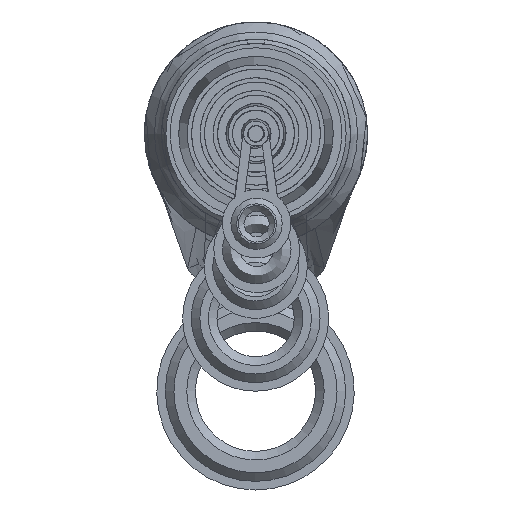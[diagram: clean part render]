
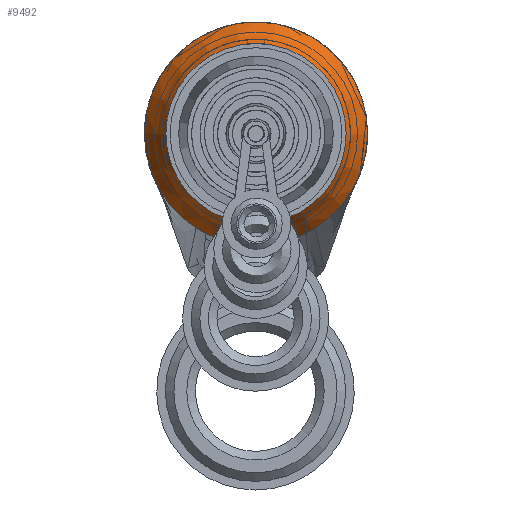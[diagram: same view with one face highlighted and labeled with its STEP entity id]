
A CAD part, front view. The second image highlights one B-rep face of the part: STEP entity #9492.
In plain terms, the highlighted conical face has half-angle 30.964 degrees and reference radius 13 mm.
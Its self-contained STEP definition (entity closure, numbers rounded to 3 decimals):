
#113=CONICAL_SURFACE('',#10574,13.,0.54);
#312=FACE_BOUND('',#3224,.T.);
#533=CIRCLE('',#10571,10.146);
#535=CIRCLE('',#10575,13.);
#2576=FACE_OUTER_BOUND('',#3223,.T.);
#3223=EDGE_LOOP('',(#6750));
#3224=EDGE_LOOP('',(#6751));
#4218=VERTEX_POINT('',#14980);
#4220=VERTEX_POINT('',#14986);
#5173=EDGE_CURVE('',#4218,#4218,#533,.T.);
#5175=EDGE_CURVE('',#4220,#4220,#535,.T.);
#6750=ORIENTED_EDGE('',*,*,#5175,.T.);
#6751=ORIENTED_EDGE('',*,*,#5173,.F.);
#9492=ADVANCED_FACE('',(#2576,#312),#113,.T.);
#10571=AXIS2_PLACEMENT_3D('',#14981,#11794,#11795);
#10574=AXIS2_PLACEMENT_3D('',#14985,#11800,#11801);
#10575=AXIS2_PLACEMENT_3D('',#14987,#11802,#11803);
#11794=DIRECTION('center_axis',(0.,-1.,0.));
#11795=DIRECTION('ref_axis',(1.,0.,0.));
#11800=DIRECTION('center_axis',(0.,1.,0.));
#11801=DIRECTION('ref_axis',(-1.,0.,0.));
#11802=DIRECTION('center_axis',(0.,-1.,0.));
#11803=DIRECTION('ref_axis',(-1.,0.,0.));
#14980=CARTESIAN_POINT('',(-10.146,195.243,0.));
#14981=CARTESIAN_POINT('Origin',(0.,195.243,0.));
#14985=CARTESIAN_POINT('Origin',(0.,200.,0.));
#14986=CARTESIAN_POINT('',(-13.,200.,0.));
#14987=CARTESIAN_POINT('Origin',(0.,200.,0.));
